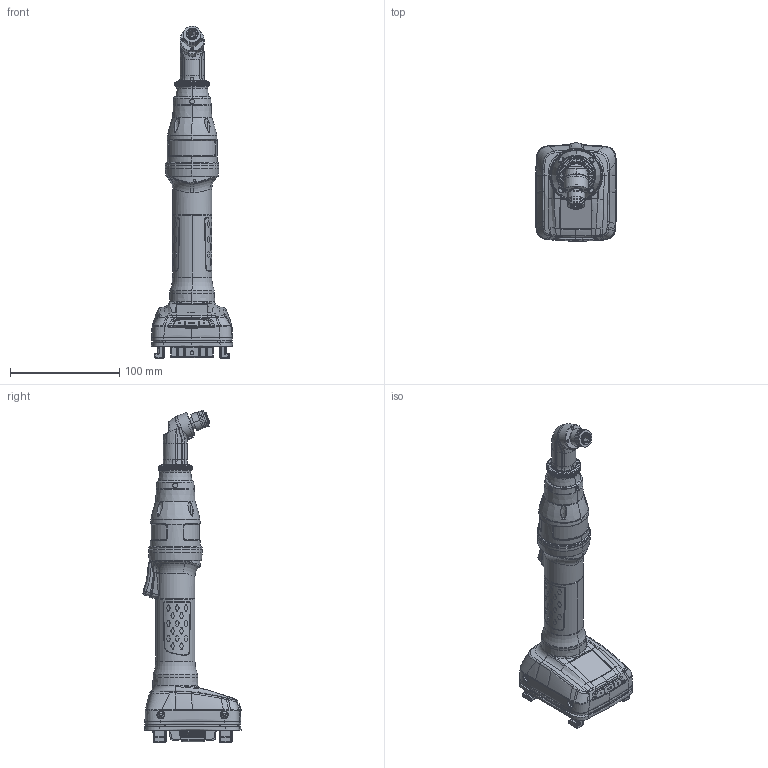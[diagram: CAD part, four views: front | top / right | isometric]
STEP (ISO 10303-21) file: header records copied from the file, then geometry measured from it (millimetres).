
FILE_DESCRIPTION((''),'2;1');
FILE_NAME('EXT_COMP_SW0085','2021-09-28T18:14:41',('INEVDh'),(''),'CREO PARAMETRIC BY PTC INC, 2020281','CREO PARAMETRIC BY PTC INC, 2020281','');
FILE_SCHEMA(('CONFIG_CONTROL_DESIGN'));
Products named in the file (1): EXT_COMP_SW0085
Bounding box: 74.48 x 89.94 x 304.43 mm (x, y, z)
Volume: 473224.7 mm3; surface area: 71634.9 mm2
Topology: 7 solids, 14 shells, 11343 faces, 24307 edges, 13102 vertices
Faces by surface type: plane 7095, cylinder 1651, bspline 1429, torus 584, extrusion 290, sphere 152, cone 138, revolution 4
Entity records: 418192 total; most frequent: CARTESIAN_POINT 198096, ORIENTED_EDGE 48604, DIRECTION 38633, EDGE_CURVE 24302, VECTOR 13383, VERTEX_POINT 13102, LINE 13093, AXIS2_PLACEMENT_3D 12623
